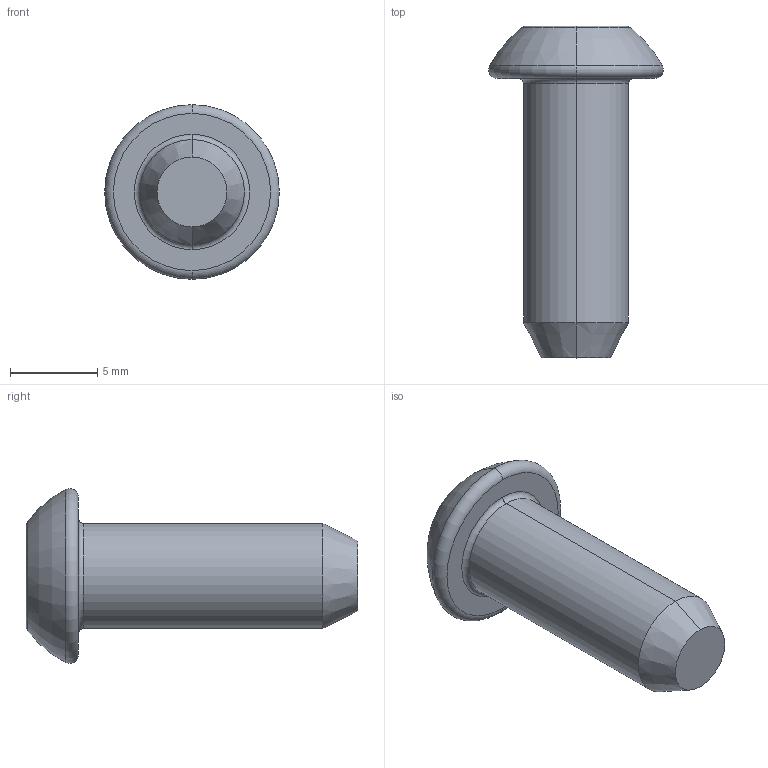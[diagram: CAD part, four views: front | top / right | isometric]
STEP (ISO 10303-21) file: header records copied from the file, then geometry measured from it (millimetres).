
FILE_DESCRIPTION (( 'STEP AP214' ), '1' );
FILE_NAME ('093s0616t.STEP', '2014-08-21T07:57:34', ( '' ), ( '' ), 'SwSTEP 2.0', 'SolidWorks 2014', '' );
FILE_SCHEMA (( 'AUTOMOTIVE_DESIGN' ));
Length unit declared in the file: millimetre
Products named in the file (1): 093s0616t
Bounding box: 10 x 19 x 10 mm (x, y, z)
Volume: 583 mm3; surface area: 515.3 mm2
Topology: 1 solids, 1 shells, 43 faces, 109 edges, 69 vertices
Faces by surface type: plane 16, cylinder 15, torus 8, cone 4
Entity records: 1353 total; most frequent: DIRECTION 247, CARTESIAN_POINT 220, ORIENTED_EDGE 214, EDGE_CURVE 107, AXIS2_PLACEMENT_3D 96, VERTEX_POINT 69, LINE 55, VECTOR 55
